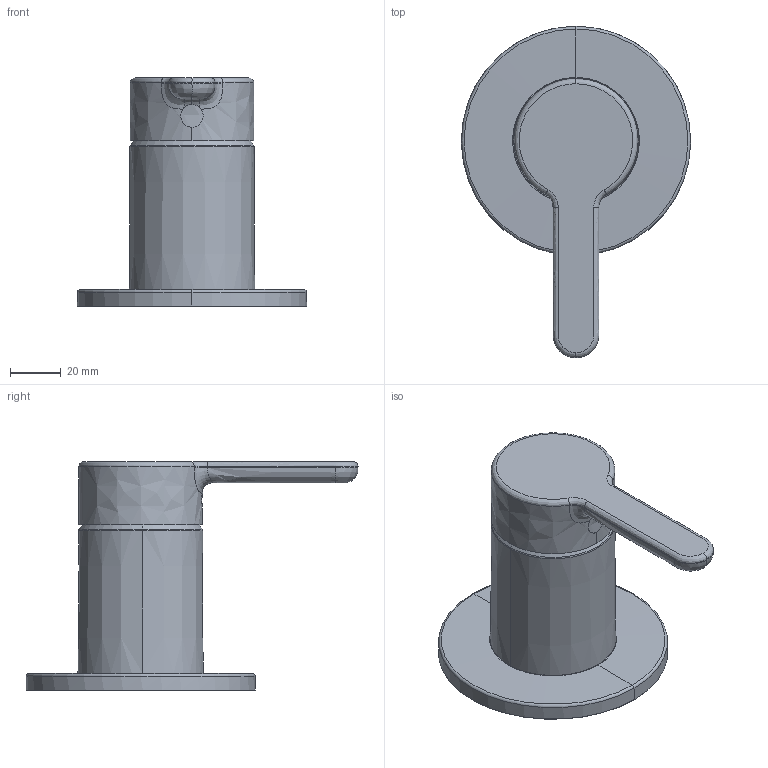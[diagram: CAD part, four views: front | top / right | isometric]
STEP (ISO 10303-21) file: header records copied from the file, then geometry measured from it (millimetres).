
FILE_DESCRIPTION (( 'STEP AP203' ), '1' );
FILE_NAME ('50689003.STEP', '2018-05-25T06:00:47', ( '' ), ( '' ), 'SwSTEP 2.0', 'SolidWorks 2016', '' );
FILE_SCHEMA (( 'CONFIG_CONTROL_DESIGN' ));
Length unit declared in the file: millimetre
Products named in the file (1): 50689003
Bounding box: 89.98 x 130.25 x 89.67 mm (x, y, z)
Volume: 205357.9 mm3; surface area: 29864.4 mm2
Topology: 1 solids, 1 shells, 41 faces, 95 edges, 58 vertices
Faces by surface type: bspline 22, torus 6, plane 5, cone 4, sphere 4
Entity records: 3132 total; most frequent: CARTESIAN_POINT 2273, ORIENTED_EDGE 190, DIRECTION 116, EDGE_CURVE 95, VERTEX_POINT 58, AXIS2_PLACEMENT_3D 51, B_SPLINE_CURVE_WITH_KNOTS 47, EDGE_LOOP 43
